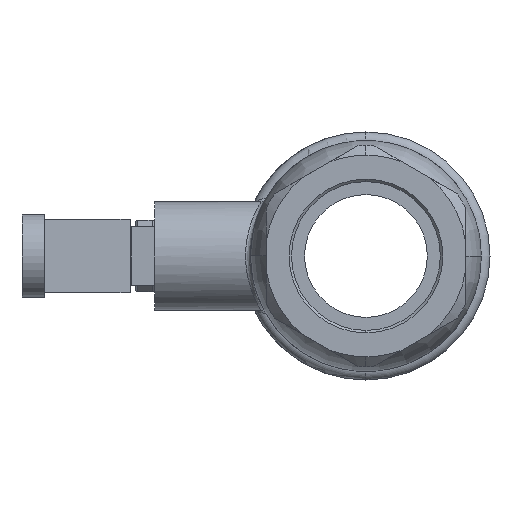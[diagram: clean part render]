
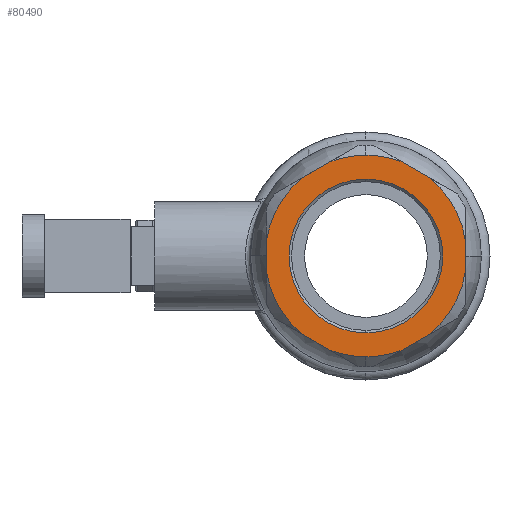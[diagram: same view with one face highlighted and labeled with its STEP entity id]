
A CAD part, left-side view. The second image highlights one B-rep face of the part: STEP entity #80490.
In plain terms, the highlighted face is planar.
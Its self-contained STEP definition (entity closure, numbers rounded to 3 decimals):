
#52150=CARTESIAN_POINT('',(20.5,-42.5,0.));
#52160=VERTEX_POINT('',#52150);
#52190=CARTESIAN_POINT('',(0.,-42.5,0.));
#52200=DIRECTION('',(0.,1.,0.));
#52210=DIRECTION('',(0.,0.,1.));
#52220=AXIS2_PLACEMENT_3D('',#52190,#52200,#52210);
#52230=CIRCLE('',#52220,20.5);
#52240=CARTESIAN_POINT('',(19.133,-42.5,7.361));
#52250=VERTEX_POINT('',#52240);
#52260=EDGE_CURVE('',#52250,#52160,#52230,.T.);
#52560=CARTESIAN_POINT('',(-15.646,-42.5,0.));
#52570=VERTEX_POINT('',#52560);
#52600=CARTESIAN_POINT('',(0.,-42.5,
0.));
#52610=DIRECTION('',(0.,1.,0.));
#52620=DIRECTION('',(0.,0.,1.));
#52630=AXIS2_PLACEMENT_3D('',#52600,#52610,#52620);
#52640=CIRCLE('',#52630,15.646);
#52650=CARTESIAN_POINT('',(0.,-42.5,15.646));
#52660=VERTEX_POINT('',#52650);
#52670=EDGE_CURVE('',#52570,#52660,#52640,.T.);
#52690=CARTESIAN_POINT('',(15.646,-42.5,0.));
#52700=VERTEX_POINT('',#52690);
#52710=EDGE_CURVE('',#52660,#52700,#52640,.T.);
#72290=CARTESIAN_POINT('',(15.941,-42.5,-12.889));
#72300=VERTEX_POINT('',#72290);
#72350=CARTESIAN_POINT('',(11.691,-42.5,-20.25));
#72360=DIRECTION('',(0.5,0.,0.866));
#72370=VECTOR('',#72360,1000.);
#72380=LINE('',#72350,#72370);
#72390=CARTESIAN_POINT('',(19.133,-42.5,-7.361));
#72400=VERTEX_POINT('',#72390);
#72410=EDGE_CURVE('',#72300,#72400,#72380,.T.);
#73290=CARTESIAN_POINT('',(3.192,-42.5,-20.25));
#73300=VERTEX_POINT('',#73290);
#73330=CARTESIAN_POINT('',(0.,-42.5,0.));
#73340=DIRECTION('',(0.,1.,0.));
#73350=DIRECTION('',(0.,0.,1.));
#73360=AXIS2_PLACEMENT_3D('',#73330,#73340,#73350);
#73370=CIRCLE('',#73360,20.5);
#73380=EDGE_CURVE('',#72300,#73300,#73370,.T.);
#73720=CARTESIAN_POINT('',(-15.941,-42.5,-12.889));
#73730=VERTEX_POINT('',#73720);
#73760=CARTESIAN_POINT('',(0.,-42.5,0.));
#73770=DIRECTION('',(0.,1.,0.));
#73780=DIRECTION('',(0.,0.,1.));
#73790=AXIS2_PLACEMENT_3D('',#73760,#73770,#73780);
#73800=CIRCLE('',#73790,20.5);
#73810=CARTESIAN_POINT('',(-3.192,-42.5,-20.25));
#73820=VERTEX_POINT('',#73810);
#73830=EDGE_CURVE('',#73820,#73730,#73800,.T.);
#74080=CARTESIAN_POINT('',(-11.691,-42.5,-20.25));
#74090=DIRECTION('',(1.,0.,0.));
#74100=VECTOR('',#74090,1000.);
#74110=LINE('',#74080,#74100);
#74120=EDGE_CURVE('',#73820,#73300,#74110,.T.);
#74740=CARTESIAN_POINT('',(-19.133,-42.5,-7.361));
#74750=VERTEX_POINT('',#74740);
#74800=CARTESIAN_POINT('',(-23.383,-42.5,0.
));
#74810=DIRECTION('',(0.5,0.,-0.866));
#74820=VECTOR('',#74810,1000.);
#74830=LINE('',#74800,#74820);
#74840=EDGE_CURVE('',#74750,#73730,#74830,.T.);
#76740=CARTESIAN_POINT('',(23.383,-42.5,0.));
#76750=DIRECTION('',(-0.5,0.,0.866));
#76760=VECTOR('',#76750,1000.);
#76770=LINE('',#76740,#76760);
#76780=CARTESIAN_POINT('',(15.941,-42.5,12.889));
#76790=VERTEX_POINT('',#76780);
#76800=EDGE_CURVE('',#52250,#76790,#76770,.T.);
#78960=CARTESIAN_POINT('',(3.192,-42.5,20.25));
#78970=VERTEX_POINT('',#78960);
#79000=CARTESIAN_POINT('',(11.691,-42.5,20.25));
#79010=DIRECTION('',(-1.,0.,0.));
#79020=VECTOR('',#79010,1000.);
#79030=LINE('',#79000,#79020);
#79040=CARTESIAN_POINT('',(-3.192,-42.5,20.25));
#79050=VERTEX_POINT('',#79040);
#79060=EDGE_CURVE('',#78970,#79050,#79030,.T.);
#79790=CARTESIAN_POINT('',(0.,-42.5,0.));
#79800=DIRECTION('',(0.,1.,0.));
#79810=DIRECTION('',(0.,0.,1.));
#79820=AXIS2_PLACEMENT_3D('',#79790,#79800,#79810);
#79830=CIRCLE('',#79820,20.5);
#79840=EDGE_CURVE('',#78970,#76790,#79830,.T.);
#79970=CARTESIAN_POINT('',(0.,-42.5,0.));
#79980=DIRECTION('',(0.,1.,0.));
#79990=DIRECTION('',(0.,0.,1.));
#80000=AXIS2_PLACEMENT_3D('',#79970,#79980,#79990);
#80010=PLANE('',#80000);
#80020=EDGE_CURVE('',#52700,#52570,#52640,.T.);
#80030=ORIENTED_EDGE('',*,*,#80020,.T.);
#80040=ORIENTED_EDGE('',*,*,#52710,.T.);
#80050=ORIENTED_EDGE('',*,*,#52670,.T.);
#80060=EDGE_LOOP('',(#80050,#80040,#80030));
#80070=FACE_BOUND('',#80060,.T.);
#80080=ORIENTED_EDGE('',*,*,#73380,.F.);
#80090=ORIENTED_EDGE('',*,*,#74120,.T.);
#80100=ORIENTED_EDGE('',*,*,#73830,.F.);
#80110=ORIENTED_EDGE('',*,*,#74840,.T.);
#80120=CARTESIAN_POINT('',(0.,-42.5,0.));
#80130=DIRECTION('',(0.,1.,0.));
#80140=DIRECTION('',(0.,0.,1.));
#80150=AXIS2_PLACEMENT_3D('',#80120,#80130,#80140);
#80160=CIRCLE('',#80150,20.5);
#80170=CARTESIAN_POINT('',(-20.5,-42.5,0.));
#80180=VERTEX_POINT('',#80170);
#80190=EDGE_CURVE('',#74750,#80180,#80160,.T.);
#80200=ORIENTED_EDGE('',*,*,#80190,.F.);
#80210=CARTESIAN_POINT('',(-19.133,-42.5,7.361));
#80220=VERTEX_POINT('',#80210);
#80230=EDGE_CURVE('',#80180,#80220,#80160,.T.);
#80240=ORIENTED_EDGE('',*,*,#80230,.F.);
#80250=CARTESIAN_POINT('',(-11.691,-42.5,20.25));
#80260=DIRECTION('',(-0.5,0.,-0.866));
#80270=VECTOR('',#80260,1000.);
#80280=LINE('',#80250,#80270);
#80290=CARTESIAN_POINT('',(-15.941,-42.5,12.889));
#80300=VERTEX_POINT('',#80290);
#80310=EDGE_CURVE('',#80300,#80220,#80280,.T.);
#80320=ORIENTED_EDGE('',*,*,#80310,.T.);
#80330=CARTESIAN_POINT('',(0.,-42.5,0.));
#80340=DIRECTION('',(0.,1.,0.));
#80350=DIRECTION('',(0.,0.,1.));
#80360=AXIS2_PLACEMENT_3D('',#80330,#80340,#80350);
#80370=CIRCLE('',#80360,20.5);
#80380=EDGE_CURVE('',#80300,#79050,#80370,.T.);
#80390=ORIENTED_EDGE('',*,*,#80380,.F.);
#80400=ORIENTED_EDGE('',*,*,#79060,.T.);
#80410=ORIENTED_EDGE('',*,*,#79840,.F.);
#80420=ORIENTED_EDGE('',*,*,#76800,.T.);
#80430=ORIENTED_EDGE('',*,*,#52260,.F.);
#80440=EDGE_CURVE('',#52160,#72400,#52230,.T.);
#80450=ORIENTED_EDGE('',*,*,#80440,.F.);
#80460=ORIENTED_EDGE('',*,*,#72410,.T.);
#80470=EDGE_LOOP('',(#80460,#80450,#80430,#80420,#80410,#80400,#80390,
#80320,#80240,#80200,#80110,#80100,#80090,#80080));
#80480=FACE_OUTER_BOUND('',#80470,.T.);
#80490=ADVANCED_FACE('',(#80070,#80480),#80010,.F.);
